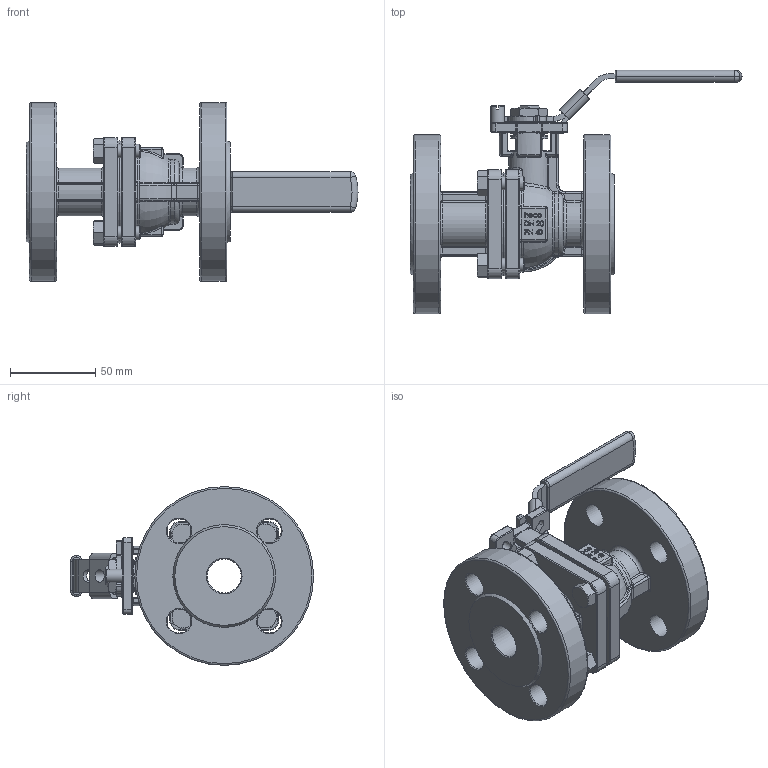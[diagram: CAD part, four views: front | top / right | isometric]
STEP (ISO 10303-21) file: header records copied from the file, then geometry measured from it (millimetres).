
FILE_DESCRIPTION (( 'STEP AP214' ), '1' );
FILE_NAME ('FK-034-000-4 Flanschkugelhahn 1907.STEP', '2019-07-30T08:19:05', ( '' ), ( '' ), 'SwSTEP 2.0', 'SolidWorks 2016', '' );
FILE_SCHEMA (( 'AUTOMOTIVE_DESIGN' ));
Length unit declared in the file: millimetre
Products named in the file (1): FK-034-000-4 Flanschkugelhahn 1907
Bounding box: 195 x 142.82 x 105 mm (x, y, z)
Volume: 425779.7 mm3; surface area: 93882.8 mm2
Topology: 1 solids, 2 shells, 1260 faces, 3201 edges, 1931 vertices
Faces by surface type: plane 405, bspline 322, cylinder 284, torus 144, cone 81, sphere 24
Full cylindrical faces by diameter (mm): 7.5 x2, 7.99 x1, 8 x4, 10.5 x1, 14 x8, 16 x2, 20 x1, 25 x1, 28 x1, 105 x2
Entity records: 56361 total; most frequent: CARTESIAN_POINT 24972, ORIENTED_EDGE 6126, DIRECTION 5057, EDGE_CURVE 3063, VERTEX_POINT 1899, AXIS2_PLACEMENT_3D 1855, EDGE_LOOP 1394, LINE 1347
